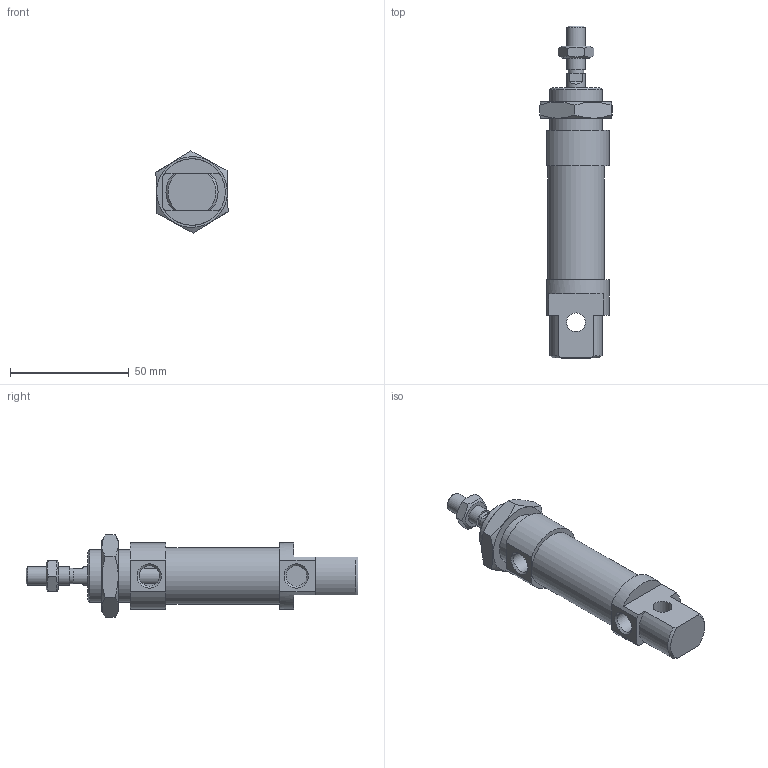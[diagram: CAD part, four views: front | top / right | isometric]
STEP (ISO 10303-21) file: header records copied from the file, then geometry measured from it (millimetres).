
FILE_DESCRIPTION(/* description */ (''),/* implementation_level */ '2;1');
FILE_NAME(/* name */ '1260_20_0010_M.stp',/* time_stamp */ '2019-09-13T15:56:58+02:00',/* author */ ('maniean1'),/* organization */ (''),/* preprocessor_version */ 'ST-DEVELOPER v17',/* originating_system */ 'Autodesk Inventor 2019',/* authorisation */ '');
FILE_SCHEMA (('AUTOMOTIVE_DESIGN { 1 0 10303 214 3 1 1 }'));
Length unit declared in the file: millimetre
Products named in the file (5): 1260_20_0010_M; C1260_20_10; 1260_12_00; 1220/9; DBM8
Assembly tree (4 placements, depth 2):
  1260_20_0010_M
    C1260_20_10
    1260_12_00
    1220/9
    DBM8
Bounding box: 30.44 x 140 x 34.63 mm (x, y, z)
Volume: 53371.3 mm3; surface area: 16074.4 mm2
Topology: 4 solids, 4 shells, 73 faces, 188 edges, 129 vertices
Faces by surface type: plane 44, cylinder 15, cone 14
Full cylindrical faces by diameter (mm): 6.5 x1, 6.647 x1, 8 x4, 8.7 x2, 20.376 x1, 22 x1, 24 x1
Entity records: 2547 total; most frequent: CARTESIAN_POINT 489, DIRECTION 407, ORIENTED_EDGE 376, EDGE_CURVE 188, AXIS2_PLACEMENT_3D 167, VERTEX_POINT 129, EDGE_LOOP 87, CIRCLE 83
